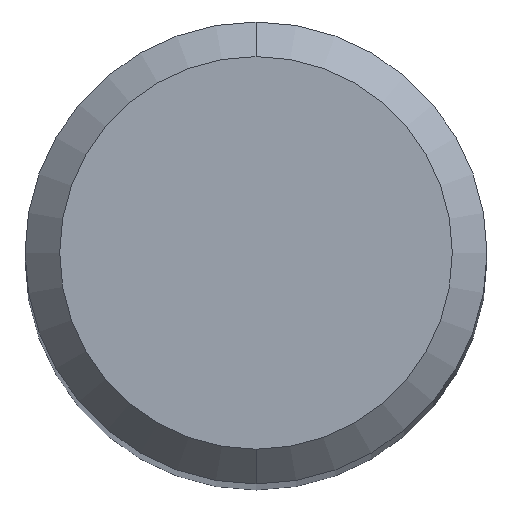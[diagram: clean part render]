
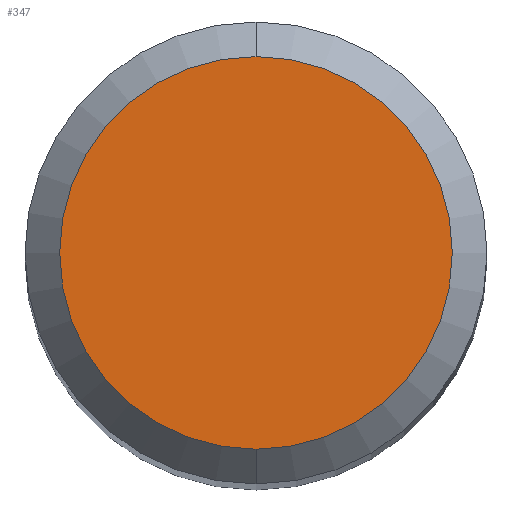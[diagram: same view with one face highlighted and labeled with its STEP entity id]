
A CAD part, top view. The second image highlights one B-rep face of the part: STEP entity #347.
In plain terms, the highlighted planar face has unit normal (0, 0, 1).
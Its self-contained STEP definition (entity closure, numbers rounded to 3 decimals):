
#229=VERTEX_POINT('',#540);
#285=VERTEX_POINT('',#601);
#347=ADVANCED_FACE('',(#667),#668,.T.);
#355=EDGE_CURVE('',#229,#285,#676,.T.);
#443=EDGE_CURVE('',#285,#229,#775,.T.);
#540=CARTESIAN_POINT('',(0.0,1.7,0.0));
#601=CARTESIAN_POINT('',(0.,-1.7,0.0));
#667=FACE_OUTER_BOUND('',#1169,.T.);
#668=PLANE('',#1170);
#676=CIRCLE('',#1185,1.7);
#775=CIRCLE('',#1390,1.7);
#1169=EDGE_LOOP('',(#1630,#1631));
#1170=AXIS2_PLACEMENT_3D('',#1632,#1633,#1634);
#1185=AXIS2_PLACEMENT_3D('',#1635,#1636,#1637);
#1390=AXIS2_PLACEMENT_3D('',#1758,#1759,#1760);
#1630=ORIENTED_EDGE('',*,*,#355,.F.);
#1631=ORIENTED_EDGE('',*,*,#443,.F.);
#1632=CARTESIAN_POINT('',(0.0,0.85,0.0));
#1633=DIRECTION('',(-0.0,0.0,1.0));
#1634=DIRECTION('',(0.0,-1.0,0.0));
#1635=CARTESIAN_POINT('',(0.0,0.0,0.0));
#1636=DIRECTION('',(0.0,0.0,-1.0));
#1637=DIRECTION('',(0.0,1.0,0.0));
#1758=CARTESIAN_POINT('',(0.0,0.0,0.0));
#1759=DIRECTION('',(0.0,0.0,-1.0));
#1760=DIRECTION('',(0.0,1.0,0.0));
